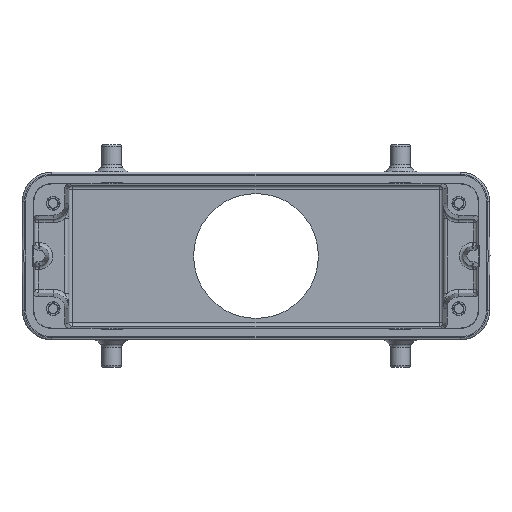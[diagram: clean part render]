
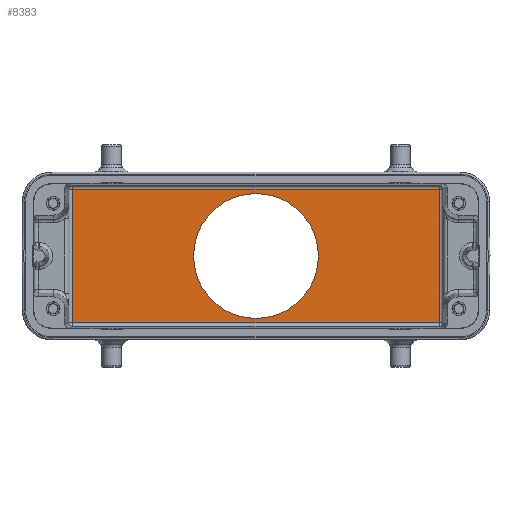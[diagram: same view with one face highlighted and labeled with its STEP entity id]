
A CAD part, front view. The second image highlights one B-rep face of the part: STEP entity #8383.
In plain terms, the highlighted planar face has unit normal (0, -1, 0).
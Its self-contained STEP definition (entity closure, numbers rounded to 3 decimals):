
#460=CARTESIAN_POINT('',(0.,52.,0.));
#461=DIRECTION('',(0.,-1.,0.));
#462=DIRECTION('',(1.,0.,0.));
#463=AXIS2_PLACEMENT_3D('',#460,#461,#462);
#465=CARTESIAN_POINT('',(0.,52.,0.));
#466=DIRECTION('',(0.,-1.,0.));
#467=DIRECTION('',(-1.,0.,0.));
#468=AXIS2_PLACEMENT_3D('',#465,#466,#467);
#470=DIRECTION('',(0.,0.,-1.));
#471=VECTOR('',#470,34.27);
#472=CARTESIAN_POINT('',(-47.,52.,17.135));
#473=LINE('',#472,#471);
#4244=DIRECTION('',(1.,0.,0.));
#4245=VECTOR('',#4244,94.);
#4246=CARTESIAN_POINT('',(-47.,52.,-17.135));
#4247=LINE('',#4246,#4245);
#4271=DIRECTION('',(0.,0.,1.));
#4272=VECTOR('',#4271,34.27);
#4273=CARTESIAN_POINT('',(47.,52.,-17.135));
#4274=LINE('',#4273,#4272);
#4294=DIRECTION('',(-1.,0.,0.));
#4295=VECTOR('',#4294,94.);
#4296=CARTESIAN_POINT('',(47.,52.,17.135));
#4297=LINE('',#4296,#4295);
#6235=CARTESIAN_POINT('',(16.,52.,0.));
#6236=CARTESIAN_POINT('',(-16.,52.,0.));
#6237=VERTEX_POINT('',#6235);
#6238=VERTEX_POINT('',#6236);
#6239=CARTESIAN_POINT('',(-47.,52.,17.135));
#6240=CARTESIAN_POINT('',(-47.,52.,-17.135));
#6241=VERTEX_POINT('',#6239);
#6242=VERTEX_POINT('',#6240);
#6243=CARTESIAN_POINT('',(47.,52.,17.135));
#6244=VERTEX_POINT('',#6243);
#6245=CARTESIAN_POINT('',(47.,52.,-17.135));
#6246=VERTEX_POINT('',#6245);
#8363=CARTESIAN_POINT('',(57.,52.,-18.5));
#8364=DIRECTION('',(0.,1.,0.));
#8365=DIRECTION('',(1.,0.,0.));
#8366=AXIS2_PLACEMENT_3D('',#8363,#8364,#8365);
#8367=PLANE('',#8366);
#8369=ORIENTED_EDGE('',*,*,#8368,.F.);
#8371=ORIENTED_EDGE('',*,*,#8370,.F.);
#8373=ORIENTED_EDGE('',*,*,#8372,.F.);
#8375=ORIENTED_EDGE('',*,*,#8374,.F.);
#8376=EDGE_LOOP('',(#8369,#8371,#8373,#8375));
#8377=FACE_OUTER_BOUND('',#8376,.F.);
#8378=ORIENTED_EDGE('',*,*,#8353,.T.);
#8380=ORIENTED_EDGE('',*,*,#8379,.T.);
#8381=EDGE_LOOP('',(#8378,#8380));
#8382=FACE_BOUND('',#8381,.F.);
#8383=ADVANCED_FACE('',(#8377,#8382),#8367,.F.);
#464=CIRCLE('',#463,16.);
#469=CIRCLE('',#468,16.);
#8353=EDGE_CURVE('',#6237,#6238,#464,.T.);
#8368=EDGE_CURVE('',#6241,#6242,#473,.T.);
#8370=EDGE_CURVE('',#6244,#6241,#4297,.T.);
#8372=EDGE_CURVE('',#6246,#6244,#4274,.T.);
#8374=EDGE_CURVE('',#6242,#6246,#4247,.T.);
#8379=EDGE_CURVE('',#6238,#6237,#469,.T.);
